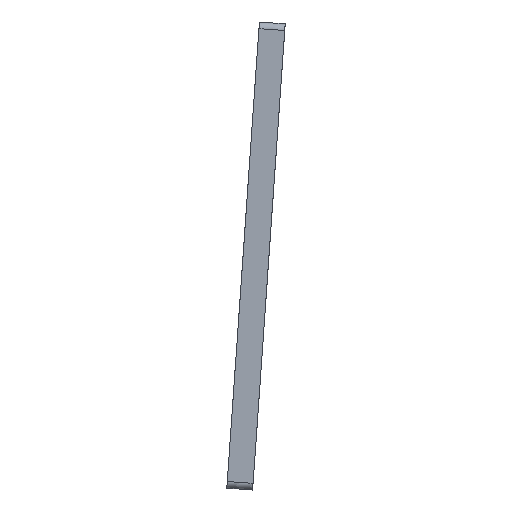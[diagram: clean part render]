
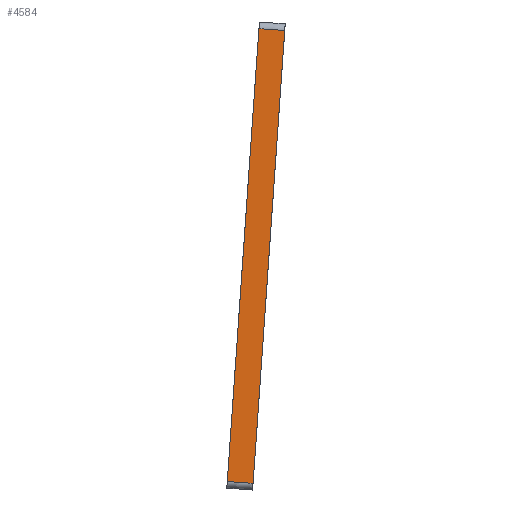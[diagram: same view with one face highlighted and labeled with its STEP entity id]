
A CAD part, left-side view. The second image highlights one B-rep face of the part: STEP entity #4584.
In plain terms, the highlighted planar face has unit normal (-1, 0, 0).
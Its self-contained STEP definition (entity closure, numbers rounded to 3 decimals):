
#42=PLANE('',#4901);
#169=FACE_OUTER_BOUND('',#434,.T.);
#434=EDGE_LOOP('',(#3121,#3122,#3123,#3124));
#703=LINE('',#6949,#1120);
#749=LINE('',#7128,#1166);
#750=LINE('',#7131,#1167);
#751=LINE('',#7132,#1168);
#1120=VECTOR('',#5420,10.);
#1166=VECTOR('',#5560,10.);
#1167=VECTOR('',#5563,10.);
#1168=VECTOR('',#5564,10.);
#1839=VERTEX_POINT('',#6946);
#1840=VERTEX_POINT('',#6948);
#1926=VERTEX_POINT('',#7126);
#1927=VERTEX_POINT('',#7130);
#2308=EDGE_CURVE('',#1839,#1840,#703,.T.);
#2398=EDGE_CURVE('',#1926,#1839,#749,.T.);
#2399=EDGE_CURVE('',#1926,#1927,#750,.T.);
#2400=EDGE_CURVE('',#1840,#1927,#751,.T.);
#3121=ORIENTED_EDGE('',*,*,#2398,.F.);
#3122=ORIENTED_EDGE('',*,*,#2399,.T.);
#3123=ORIENTED_EDGE('',*,*,#2400,.F.);
#3124=ORIENTED_EDGE('',*,*,#2308,.F.);
#4584=ADVANCED_FACE('',(#169),#42,.T.);
#4901=AXIS2_PLACEMENT_3D('',#7129,#5561,#5562);
#5420=DIRECTION('',(0.,-0.07,0.998));
#5560=DIRECTION('',(0.,0.998,0.07));
#5561=DIRECTION('center_axis',(-1.,0.,0.));
#5562=DIRECTION('ref_axis',(0.,-0.07,0.998));
#5563=DIRECTION('',(0.,-0.07,0.998));
#5564=DIRECTION('',(0.,-0.998,-0.07));
#6946=CARTESIAN_POINT('',(-8.,28.83,-3.451));
#6948=CARTESIAN_POINT('',(-8.,19.343,132.218));
#6949=CARTESIAN_POINT('',(-8.,26.528,29.468));
#7126=CARTESIAN_POINT('',(-8.,21.099,-3.992));
#7128=CARTESIAN_POINT('',(-8.,21.099,-3.992));
#7129=CARTESIAN_POINT('Origin',(-8.,21.238,-5.987));
#7130=CARTESIAN_POINT('',(-8.,11.612,131.677));
#7131=CARTESIAN_POINT('',(-8.,21.238,-5.987));
#7132=CARTESIAN_POINT('',(-8.,11.612,131.677));
